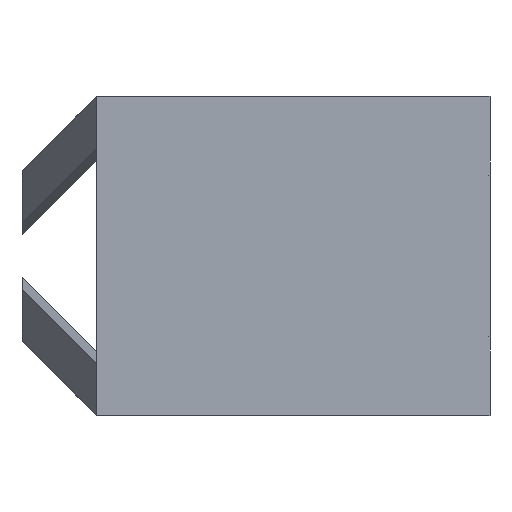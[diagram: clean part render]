
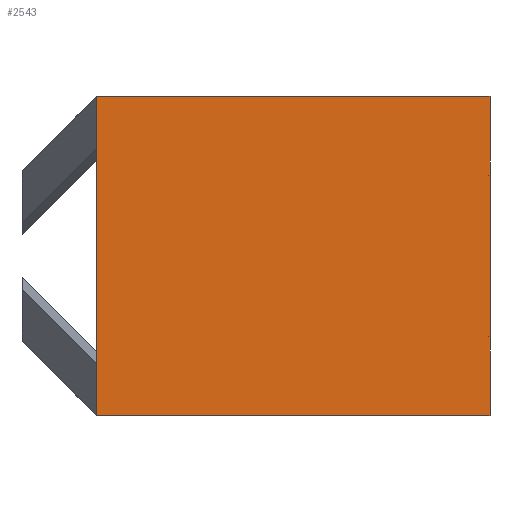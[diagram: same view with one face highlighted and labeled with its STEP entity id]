
A CAD part, front view. The second image highlights one B-rep face of the part: STEP entity #2543.
In plain terms, the highlighted planar face has unit normal (0, -1, 0).
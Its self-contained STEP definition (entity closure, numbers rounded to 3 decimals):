
#106 = CARTESIAN_POINT ( 'NONE',  ( 18.501, 0., 0. ) ) ;
#115 = CARTESIAN_POINT ( 'NONE',  ( 18.501, 0., 30.204 ) ) ;
#203 = VECTOR ( 'NONE', #537, 1000. ) ;
#248 = EDGE_CURVE ( 'NONE', #1595, #829, #2885, .T. ) ;
#302 = EDGE_LOOP ( 'NONE', ( #995, #2931, #559, #2967, #3032, #2889 ) ) ;
#303 = VECTOR ( 'NONE', #2973, 1000. ) ;
#331 = DIRECTION ( 'NONE',  ( 0., 0., -1. ) ) ;
#394 = CARTESIAN_POINT ( 'NONE',  ( 18.501, 0., -11.35 ) ) ;
#533 = DIRECTION ( 'NONE',  ( 0., -1., 0. ) ) ;
#537 = DIRECTION ( 'NONE',  ( 1., 0., 0. ) ) ;
#547 = CARTESIAN_POINT ( 'NONE',  ( 0., 0., -15. ) ) ;
#559 = ORIENTED_EDGE ( 'NONE', *, *, #640, .F. ) ;
#604 = LINE ( 'NONE', #1375, #876 ) ;
#640 = EDGE_CURVE ( 'NONE', #1400, #750, #2685, .T. ) ;
#675 = DIRECTION ( 'NONE',  ( 0., 0., -1. ) ) ;
#743 = CARTESIAN_POINT ( 'NONE',  ( 18.501, 0., -15. ) ) ;
#746 = CARTESIAN_POINT ( 'NONE',  ( 0., 0., 0. ) ) ;
#750 = VERTEX_POINT ( 'NONE', #394 ) ;
#767 = AXIS2_PLACEMENT_3D ( 'NONE', #2719, #533, #331 ) ;
#829 = VERTEX_POINT ( 'NONE', #106 ) ;
#876 = VECTOR ( 'NONE', #2818, 1000. ) ;
#922 = LINE ( 'NONE', #1887, #1609 ) ;
#995 = ORIENTED_EDGE ( 'NONE', *, *, #1057, .T. ) ;
#1021 = VECTOR ( 'NONE', #1321, 1000. ) ;
#1028 = LINE ( 'NONE', #115, #1021 ) ;
#1057 = EDGE_CURVE ( 'NONE', #2859, #2394, #2723, .T. ) ;
#1259 = CARTESIAN_POINT ( 'NONE',  ( 18.501, 0., 0. ) ) ;
#1321 = DIRECTION ( 'NONE',  ( 0., 0., -1. ) ) ;
#1375 = CARTESIAN_POINT ( 'NONE',  ( 0., 0., -15. ) ) ;
#1400 = VERTEX_POINT ( 'NONE', #1567 ) ;
#1549 = CARTESIAN_POINT ( 'NONE',  ( 0., 0., 0. ) ) ;
#1567 = CARTESIAN_POINT ( 'NONE',  ( 18.501, 0., -3.65 ) ) ;
#1590 = EDGE_CURVE ( 'NONE', #829, #1400, #1028, .T. ) ;
#1595 = VERTEX_POINT ( 'NONE', #1549 ) ;
#1609 = VECTOR ( 'NONE', #675, 1000. ) ;
#1878 = VECTOR ( 'NONE', #3113, 1000. ) ;
#1887 = CARTESIAN_POINT ( 'NONE',  ( 18.501, 0., 30.204 ) ) ;
#2087 = EDGE_CURVE ( 'NONE', #2859, #1595, #604, .T. ) ;
#2278 = CARTESIAN_POINT ( 'NONE',  ( 0., 0., -15. ) ) ;
#2394 = VERTEX_POINT ( 'NONE', #743 ) ;
#2507 = FACE_OUTER_BOUND ( 'NONE', #302, .T. ) ;
#2543 = ADVANCED_FACE ( 'NONE', ( #2507 ), #2961, .T. ) ;
#2685 = LINE ( 'NONE', #1259, #303 ) ;
#2719 = CARTESIAN_POINT ( 'NONE',  ( 0., 0., -15. ) ) ;
#2723 = LINE ( 'NONE', #2278, #203 ) ;
#2818 = DIRECTION ( 'NONE',  ( 0., 0., 1. ) ) ;
#2859 = VERTEX_POINT ( 'NONE', #547 ) ;
#2885 = LINE ( 'NONE', #746, #1878 ) ;
#2889 = ORIENTED_EDGE ( 'NONE', *, *, #2087, .F. ) ;
#2931 = ORIENTED_EDGE ( 'NONE', *, *, #3075, .F. ) ;
#2961 = PLANE ( 'NONE',  #767 ) ;
#2967 = ORIENTED_EDGE ( 'NONE', *, *, #1590, .F. ) ;
#2973 = DIRECTION ( 'NONE',  ( 0., 0., -1. ) ) ;
#3032 = ORIENTED_EDGE ( 'NONE', *, *, #248, .F. ) ;
#3075 = EDGE_CURVE ( 'NONE', #750, #2394, #922, .T. ) ;
#3113 = DIRECTION ( 'NONE',  ( 1., 0., 0. ) ) ;
